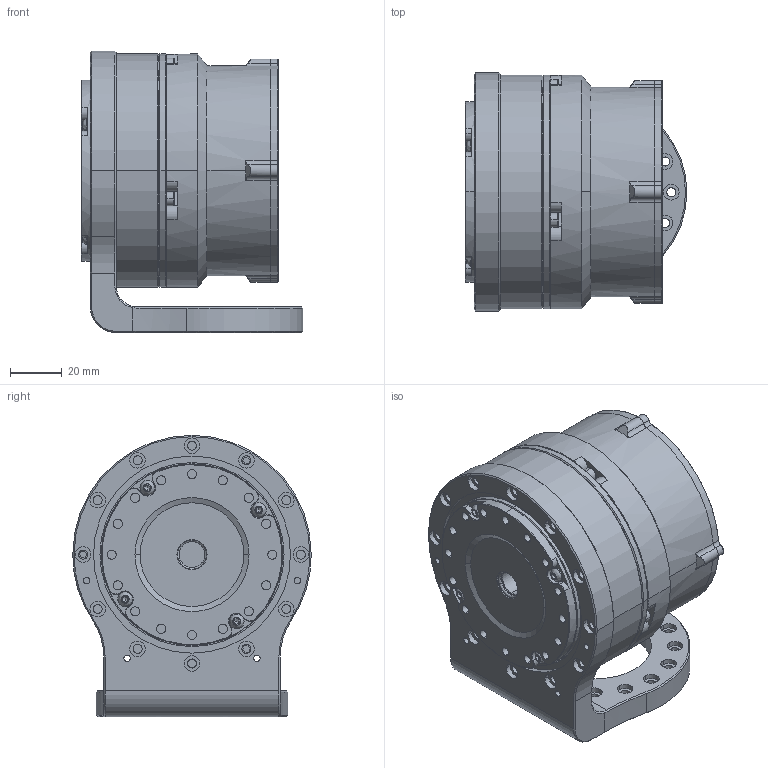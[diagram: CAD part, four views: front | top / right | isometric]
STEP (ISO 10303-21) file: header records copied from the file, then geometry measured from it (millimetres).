
FILE_DESCRIPTION (( 'STEP AP214' ), '1' );
FILE_NAME ('left_joint1.STEP', '2025-03-26T03:49:02', ( '' ), ( '' ), 'SwSTEP 2.0', 'SolidWorks 2022', '' );
FILE_SCHEMA (( 'AUTOMOTIVE_DESIGN' ));
Length unit declared in the file: millimetre
Products named in the file (3): left_joint1; Hu-MRS100N-6R000-唅蛌硒俴ん; He-RBX02-014-90-90硒俴ん蟀諉啣
Assembly tree (2 placements, depth 2):
  left_joint1
    Hu-MRS100N-6R000-唅蛌硒俴ん
    He-RBX02-014-90-90硒俴ん蟀諉啣
Bounding box: 85.5 x 92 x 108.5 mm (x, y, z)
Volume: 59061.9 mm3; surface area: 87237.9 mm2
Topology: 1 solids, 55 shells, 873 faces, 2525 edges, 1736 vertices
Faces by surface type: cylinder 365, plane 293, cone 156, bspline 45, torus 14
Entity records: 38727 total; most frequent: CARTESIAN_POINT 15645, DIRECTION 4828, ORIENTED_EDGE 4393, EDGE_CURVE 2509, AXIS2_PLACEMENT_3D 1860, VERTEX_POINT 1735, EDGE_LOOP 1138, VECTOR 1108
